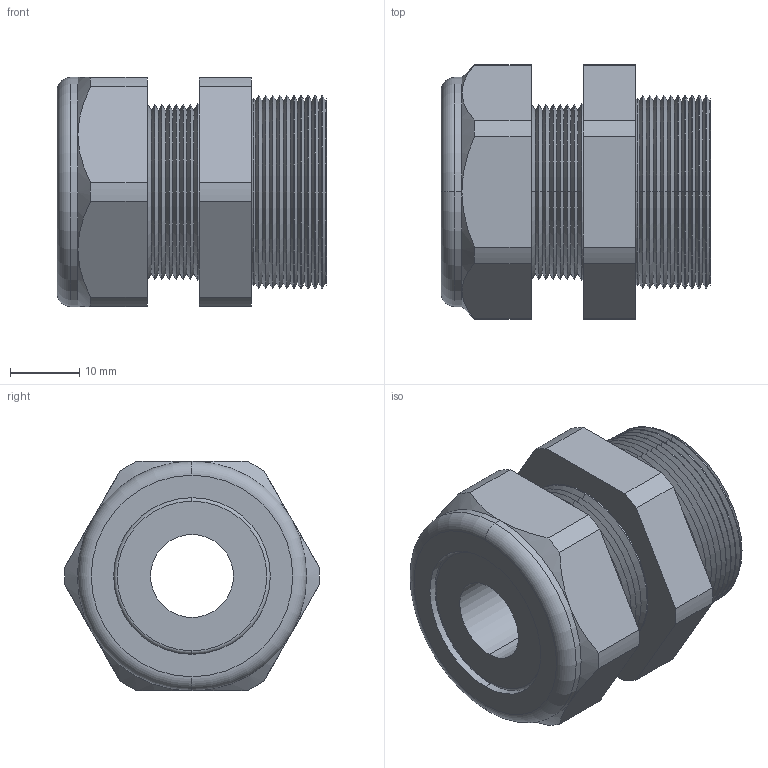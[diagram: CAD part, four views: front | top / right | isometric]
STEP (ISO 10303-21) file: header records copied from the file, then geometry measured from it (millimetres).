
FILE_DESCRIPTION (( 'STEP AP203' ), '1' );
FILE_NAME ('CD21BR-BK.STEP', '2008-05-27T09:20:10', ( 'Baystate01' ), ( 'Baystate' ), 'SwSTEP 2.0', 'SolidWorks 2007', '' );
FILE_SCHEMA (( 'CONFIG_CONTROL_DESIGN' ));
Length unit declared in the file: inch
Products named in the file (1): CD21BR-BK
Bounding box: 38.86 x 36.64 x 33.02 mm (x, y, z)
Volume: 23049.7 mm3; surface area: 11424.4 mm2
Topology: 2 solids, 2 shells, 142 faces, 304 edges, 170 vertices
Faces by surface type: cone 90, cylinder 24, plane 20, torus 8
Entity records: 3927 total; most frequent: DIRECTION 732, CARTESIAN_POINT 705, ORIENTED_EDGE 608, EDGE_CURVE 304, AXIS2_PLACEMENT_3D 297, VERTEX_POINT 170, CIRCLE 154, EDGE_LOOP 150
